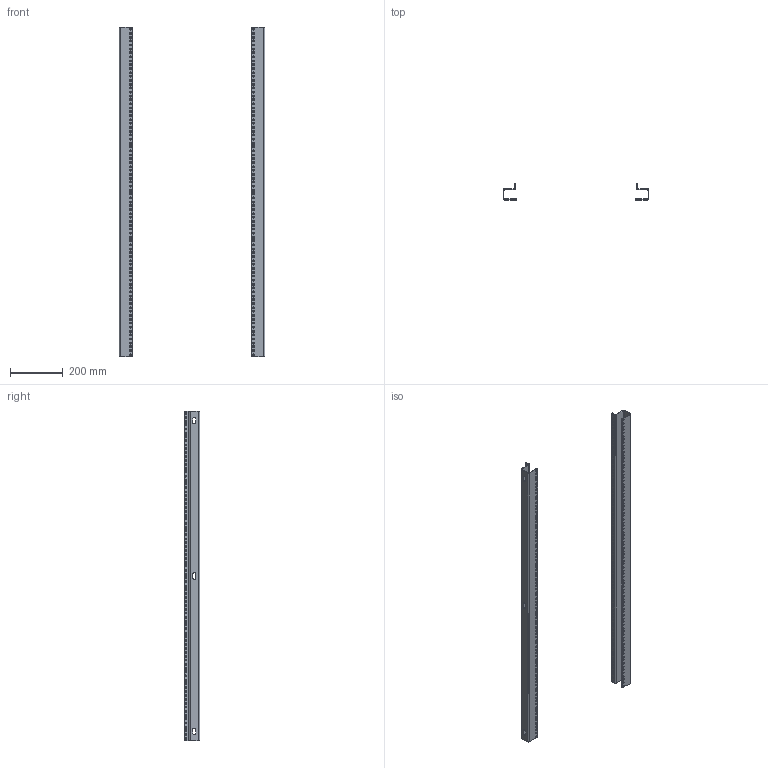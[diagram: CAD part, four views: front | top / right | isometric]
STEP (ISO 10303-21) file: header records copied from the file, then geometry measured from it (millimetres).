
FILE_DESCRIPTION (( 'STEP AP203' ), '1' );
FILE_NAME ('SCE-60RA19TH.step', '2021-02-09T17:36:52', ( 'ADC123' ), ( 'Microsoft' ), 'SwSTEP 2.0', 'SolidWorks 2019', '' );
FILE_SCHEMA (( 'CONFIG_CONTROL_DESIGN' ));
Length unit declared in the file: inch
Products named in the file (1): SCE-60RA19TH
Bounding box: 551.65 x 58.72 x 1244.6 mm (x, y, z)
Volume: 1088687.4 mm3; surface area: 728549.7 mm2
Topology: 2 solids, 2 shells, 404 faces, 1200 edges, 800 vertices
Faces by surface type: cylinder 368, plane 36
Full cylindrical faces by diameter (mm): 7.137 x336
Entity records: 13745 total; most frequent: DIRECTION 2410, CARTESIAN_POINT 2069, ORIENTED_EDGE 1728, EDGE_LOOP 1424, AXIS2_PLACEMENT_3D 1141, EDGE_CURVE 864, VERTEX_POINT 800, FACE_OUTER_BOUND 740
